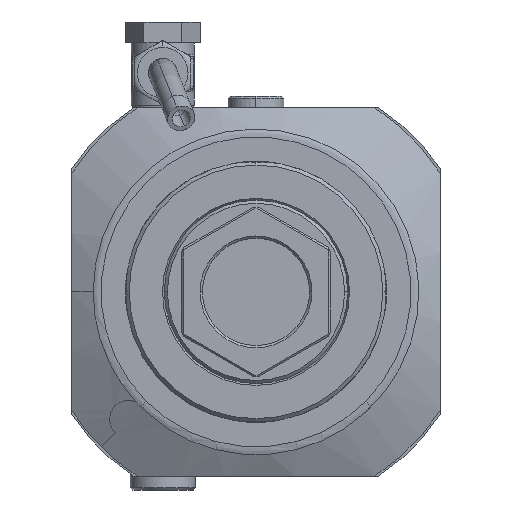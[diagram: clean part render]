
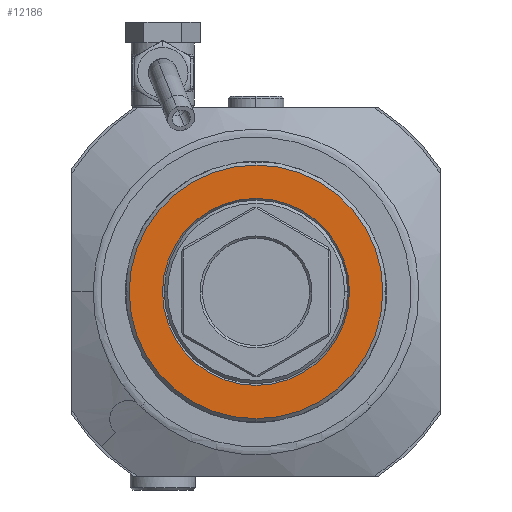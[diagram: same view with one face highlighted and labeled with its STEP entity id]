
A CAD part, left-side view. The second image highlights one B-rep face of the part: STEP entity #12186.
In plain terms, the highlighted planar face has unit normal (-1, 0, 0).
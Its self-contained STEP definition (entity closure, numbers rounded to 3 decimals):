
#4192=CARTESIAN_POINT('',(-24.,0.,0.));
#4193=DIRECTION('',(-1.,0.,0.));
#4194=DIRECTION('',(0.,1.,0.));
#4195=AXIS2_PLACEMENT_3D('',#4192,#4193,#4194);
#4197=CARTESIAN_POINT('',(-24.,0.,0.));
#4198=DIRECTION('',(-1.,0.,0.));
#4199=DIRECTION('',(0.,-1.,0.));
#4200=AXIS2_PLACEMENT_3D('',#4197,#4198,#4199);
#4202=CARTESIAN_POINT('',(-24.,0.,0.));
#4203=DIRECTION('',(1.,0.,0.));
#4204=DIRECTION('',(0.,1.,0.));
#4205=AXIS2_PLACEMENT_3D('',#4202,#4203,#4204);
#4207=CARTESIAN_POINT('',(-24.,0.,0.));
#4208=DIRECTION('',(1.,0.,0.));
#4209=DIRECTION('',(0.,-1.,0.));
#4210=AXIS2_PLACEMENT_3D('',#4207,#4208,#4209);
#7716=CARTESIAN_POINT('',(-24.,20.054,0.));
#7717=CARTESIAN_POINT('',(-24.,-20.054,0.));
#7718=VERTEX_POINT('',#7716);
#7719=VERTEX_POINT('',#7717);
#7720=CARTESIAN_POINT('',(-24.,27.2,0.));
#7721=CARTESIAN_POINT('',(-24.,-27.2,0.));
#7722=VERTEX_POINT('',#7720);
#7723=VERTEX_POINT('',#7721);
#12171=CARTESIAN_POINT('',(-24.,0.,0.));
#12172=DIRECTION('',(-1.,0.,0.));
#12173=DIRECTION('',(0.,1.,0.));
#12174=AXIS2_PLACEMENT_3D('',#12171,#12172,#12173);
#12175=PLANE('',#12174);
#12176=ORIENTED_EDGE('',*,*,#11485,.F.);
#12177=ORIENTED_EDGE('',*,*,#11467,.F.);
#12178=EDGE_LOOP('',(#12176,#12177));
#12179=FACE_OUTER_BOUND('',#12178,.F.);
#12181=ORIENTED_EDGE('',*,*,#12180,.F.);
#12183=ORIENTED_EDGE('',*,*,#12182,.F.);
#12184=EDGE_LOOP('',(#12181,#12183));
#12185=FACE_BOUND('',#12184,.F.);
#4196=CIRCLE('',#4195,27.2);
#4201=CIRCLE('',#4200,27.2);
#4206=CIRCLE('',#4205,20.054);
#4211=CIRCLE('',#4210,20.054);
#11467=EDGE_CURVE('',#7723,#7722,#4201,.T.);
#11485=EDGE_CURVE('',#7722,#7723,#4196,.T.);
#12180=EDGE_CURVE('',#7718,#7719,#4206,.T.);
#12182=EDGE_CURVE('',#7719,#7718,#4211,.T.);
#12186=ADVANCED_FACE('',(#12179,#12185),#12175,.T.);
